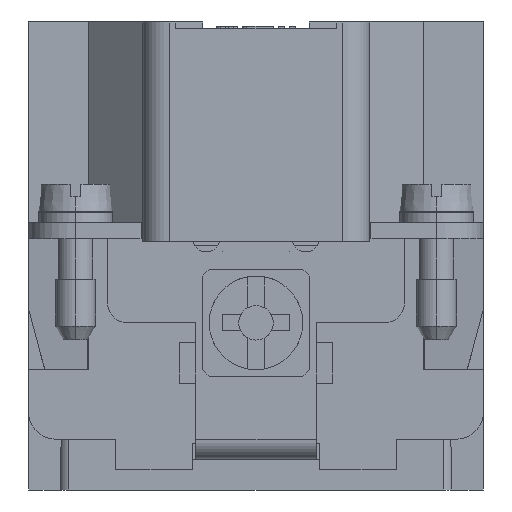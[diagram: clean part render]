
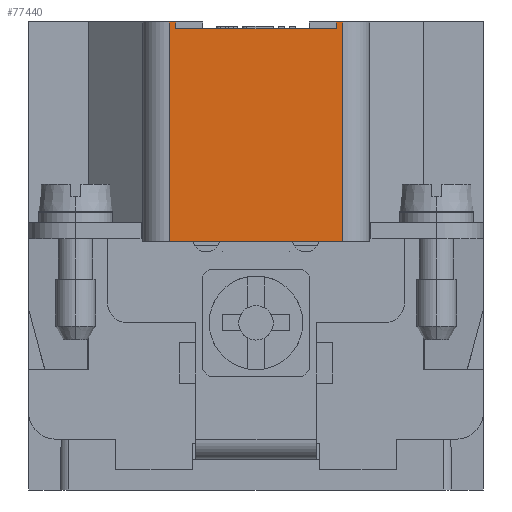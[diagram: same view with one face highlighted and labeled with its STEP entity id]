
A CAD part, left-side view. The second image highlights one B-rep face of the part: STEP entity #77440.
In plain terms, the highlighted face is planar.
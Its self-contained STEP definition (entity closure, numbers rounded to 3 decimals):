
#62060=CARTESIAN_POINT('',(69.738,37.499,-14.));
#62070=VERTEX_POINT('',#62060);
#62100=CARTESIAN_POINT('',(69.738,26.999,-14.));
#62110=DIRECTION('',(0.,1.,0.));
#62120=VECTOR('',#62110,1.);
#62130=LINE('',#62100,#62120);
#62140=CARTESIAN_POINT('',(69.738,37.999,-14.));
#62150=VERTEX_POINT('',#62140);
#62160=EDGE_CURVE('',#62070,#62150,#62130,.T.);
#70200=CARTESIAN_POINT('',(69.738,49.999,-14.));
#70210=VERTEX_POINT('',#70200);
#70240=CARTESIAN_POINT('',(69.738,50.499,-14.));
#70250=VERTEX_POINT('',#70240);
#70260=EDGE_CURVE('',#70210,#70250,#62130,.T.);
#76510=CARTESIAN_POINT('',(69.738,37.999,-14.));
#76520=DIRECTION('',(0.,0.,-1.));
#76530=VECTOR('',#76520,1.);
#76540=LINE('',#76510,#76530);
#76550=CARTESIAN_POINT('',(69.738,37.999,-13.5));
#76560=VERTEX_POINT('',#76550);
#76570=EDGE_CURVE('',#76560,#62150,#76540,.T.);
#76980=CARTESIAN_POINT('',(69.738,60.999,-14.));
#76990=DIRECTION('',(1.,0.,0.));
#77000=DIRECTION('',(0.,-1.,0.));
#77010=AXIS2_PLACEMENT_3D('',#76980,#76990,#77000);
#77020=PLANE('',#77010);
#77030=ORIENTED_EDGE('',*,*,#70260,.T.);
#77040=CARTESIAN_POINT('',(69.738,49.999,-14.));
#77050=DIRECTION('',(0.,0.,1.));
#77060=VECTOR('',#77050,1.);
#77070=LINE('',#77040,#77060);
#77080=CARTESIAN_POINT('',(69.738,49.999,-13.5));
#77090=VERTEX_POINT('',#77080);
#77100=EDGE_CURVE('',#70210,#77090,#77070,.T.);
#77110=ORIENTED_EDGE('',*,*,#77100,.F.);
#77120=CARTESIAN_POINT('',(69.738,58.956,-13.5));
#77130=DIRECTION('',(0.,1.,0.));
#77140=VECTOR('',#77130,1.);
#77150=LINE('',#77120,#77140);
#77160=EDGE_CURVE('',#76560,#77090,#77150,.T.);
#77170=ORIENTED_EDGE('',*,*,#77160,.T.);
#77180=ORIENTED_EDGE('',*,*,#76570,.F.);
#77190=ORIENTED_EDGE('',*,*,#62160,.T.);
#77200=CARTESIAN_POINT('',(69.738,37.499,-14.));
#77210=DIRECTION('',(0.,0.,1.));
#77220=VECTOR('',#77210,1.);
#77230=LINE('',#77200,#77220);
#77240=CARTESIAN_POINT('',(69.738,37.499,2.4));
#77250=VERTEX_POINT('',#77240);
#77260=EDGE_CURVE('',#62070,#77250,#77230,.T.);
#77270=ORIENTED_EDGE('',*,*,#77260,.F.);
#77280=CARTESIAN_POINT('',(69.738,58.956,2.4));
#77290=DIRECTION('',(0.,-1.,0.));
#77300=VECTOR('',#77290,1.);
#77310=LINE('',#77280,#77300);
#77320=CARTESIAN_POINT('',(69.738,50.499,2.4));
#77330=VERTEX_POINT('',#77320);
#77340=EDGE_CURVE('',#77330,#77250,#77310,.T.);
#77350=ORIENTED_EDGE('',*,*,#77340,.T.);
#77360=CARTESIAN_POINT('',(69.738,50.499,-14.));
#77370=DIRECTION('',(0.,0.,-1.));
#77380=VECTOR('',#77370,1.);
#77390=LINE('',#77360,#77380);
#77400=EDGE_CURVE('',#77330,#70250,#77390,.T.);
#77410=ORIENTED_EDGE('',*,*,#77400,.F.);
#77420=EDGE_LOOP('',(#77410,#77350,#77270,#77190,#77180,#77170,#77110,
#77030));
#77430=FACE_OUTER_BOUND('',#77420,.T.);
#77440=ADVANCED_FACE('',(#77430),#77020,.T.);
